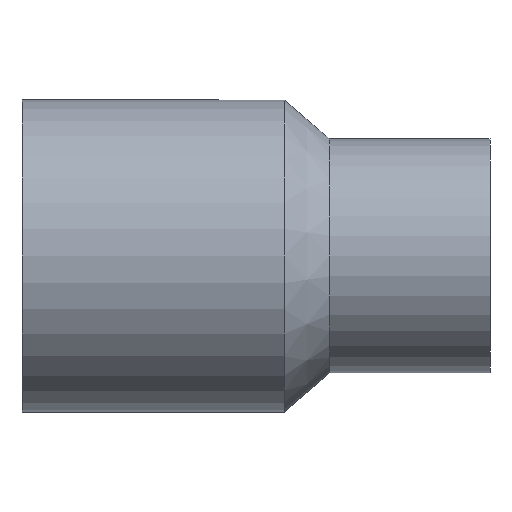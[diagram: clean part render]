
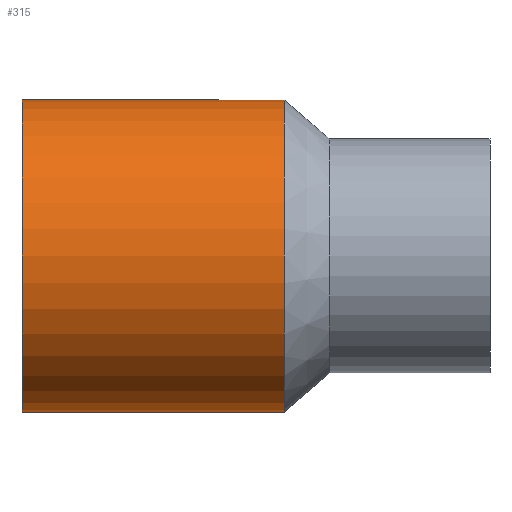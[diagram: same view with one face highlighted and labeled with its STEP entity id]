
A CAD part, front view. The second image highlights one B-rep face of the part: STEP entity #315.
In plain terms, the highlighted cylindrical face has radius 6.35 mm (diameter 12.7 mm), a partial arc.
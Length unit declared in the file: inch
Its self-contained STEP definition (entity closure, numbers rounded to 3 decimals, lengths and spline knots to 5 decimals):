
#4 = ORIENTED_EDGE ( 'NONE', *, *, #356, .F. ) ;
#10 = CIRCLE ( 'NONE', #90, 0.25 ) ;
#22 = DIRECTION ( 'NONE',  ( -1., 0., 0. ) ) ;
#29 = AXIS2_PLACEMENT_3D ( 'NONE', #437, #138, #221 ) ;
#46 = CARTESIAN_POINT ( 'NONE',  ( 0., 0., 0. ) ) ;
#56 = ORIENTED_EDGE ( 'NONE', *, *, #202, .T. ) ;
#73 = CARTESIAN_POINT ( 'NONE',  ( 0., 0., 0.25 ) ) ;
#79 = ORIENTED_EDGE ( 'NONE', *, *, #324, .F. ) ;
#84 = CARTESIAN_POINT ( 'NONE',  ( 0., 0., 0.25 ) ) ;
#90 = AXIS2_PLACEMENT_3D ( 'NONE', #46, #165, #357 ) ;
#113 = LINE ( 'NONE', #73, #243 ) ;
#115 = FACE_OUTER_BOUND ( 'NONE', #341, .T. ) ;
#122 = VERTEX_POINT ( 'NONE', #195 ) ;
#138 = DIRECTION ( 'NONE',  ( -1., 0., 0. ) ) ;
#147 = VECTOR ( 'NONE', #22, 39.37008 ) ;
#148 = EDGE_CURVE ( 'NONE', #364, #122, #317, .T. ) ;
#165 = DIRECTION ( 'NONE',  ( -1., 0., 0. ) ) ;
#172 = CARTESIAN_POINT ( 'NONE',  ( 0.42, 0., -0.25 ) ) ;
#187 = VERTEX_POINT ( 'NONE', #368 ) ;
#195 = CARTESIAN_POINT ( 'NONE',  ( 0.42, 0., 0.25 ) ) ;
#202 = EDGE_CURVE ( 'NONE', #122, #458, #113, .T. ) ;
#221 = DIRECTION ( 'NONE',  ( 0., 0., 1. ) ) ;
#243 = VECTOR ( 'NONE', #403, 39.37008 ) ;
#261 = LINE ( 'NONE', #479, #147 ) ;
#315 = ADVANCED_FACE ( 'NONE', ( #115 ), #434, .T. ) ;
#317 = CIRCLE ( 'NONE', #343, 0.25 ) ;
#324 = EDGE_CURVE ( 'NONE', #364, #187, #261, .T. ) ;
#341 = EDGE_LOOP ( 'NONE', ( #79, #355, #56, #4 ) ) ;
#343 = AXIS2_PLACEMENT_3D ( 'NONE', #448, #441, #406 ) ;
#355 = ORIENTED_EDGE ( 'NONE', *, *, #148, .T. ) ;
#356 = EDGE_CURVE ( 'NONE', #187, #458, #10, .T. ) ;
#357 = DIRECTION ( 'NONE',  ( 0., 0., 1. ) ) ;
#364 = VERTEX_POINT ( 'NONE', #172 ) ;
#368 = CARTESIAN_POINT ( 'NONE',  ( 0., 0., -0.25 ) ) ;
#403 = DIRECTION ( 'NONE',  ( -1., 0., 0. ) ) ;
#406 = DIRECTION ( 'NONE',  ( 0., 0., 1. ) ) ;
#434 = CYLINDRICAL_SURFACE ( 'NONE', #29, 0.25 ) ;
#437 = CARTESIAN_POINT ( 'NONE',  ( 0., 0., 0. ) ) ;
#441 = DIRECTION ( 'NONE',  ( -1., 0., 0. ) ) ;
#448 = CARTESIAN_POINT ( 'NONE',  ( 0.42, 0., 0. ) ) ;
#458 = VERTEX_POINT ( 'NONE', #84 ) ;
#479 = CARTESIAN_POINT ( 'NONE',  ( 0., 0., -0.25 ) ) ;
